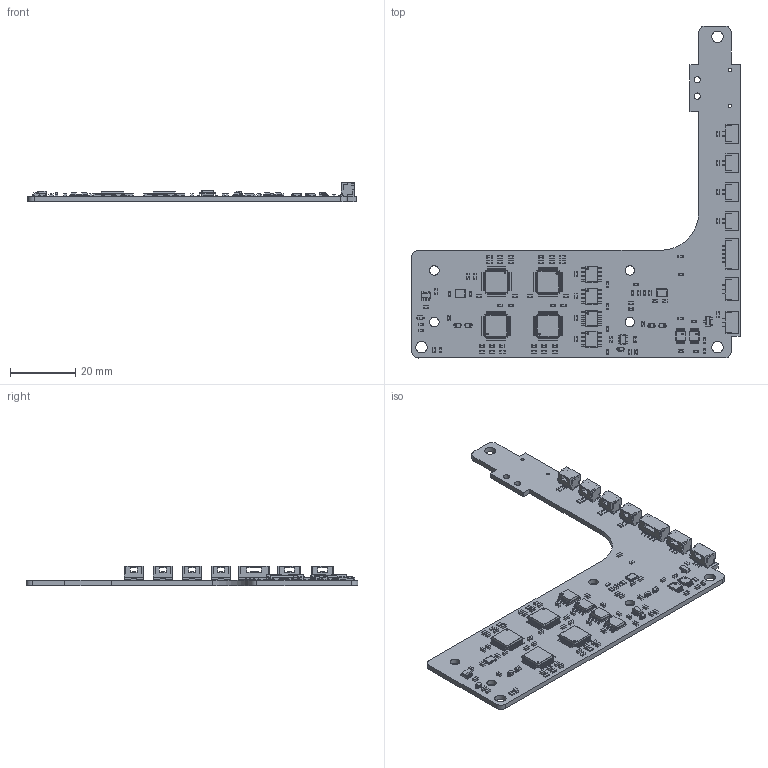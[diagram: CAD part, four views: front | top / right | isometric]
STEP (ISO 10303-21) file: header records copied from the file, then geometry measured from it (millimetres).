
FILE_DESCRIPTION(('FreeCAD Model'),'2;1');
FILE_NAME('Open CASCADE Shape Model','2022-10-26T11:25:15',(''),(''), 'Open CASCADE STEP processor 7.6','FreeCAD','Unknown');
FILE_SCHEMA(('AUTOMOTIVE_DESIGN { 1 0 10303 214 1 1 1 1 }'));
Length unit declared in the file: millimetre
Products named in the file (18): MainBoard; Board_Geoms_ba79; Pcb_ba79; Step_Models_ba79; Top_ba79; D12_D_SOD_323_e10d9499d43d; C18_C_0603_1608Metric_319ead3b5657; R9_R_0603_1608Metric_5b0db27e33ff; U15_LQFP_48_7x7mm_P05mm_d1d5923c3824; Y1_Crystal_SMD_3225-4Pin_3.2x2.5mm_fb7ffdf7d6ed; D9_LED_0603_1608Metric_6af911cdf886; U16_SOIC_8_39x49mm_P127mm_eb11c5259a67; J8_JST_SM03B_GHS_TB_0678a5b4aa18; J5_JST_SM02B_GHS_TB_c5c205ce0acf; Q1_SOT_23_91169561ed6f; U1_SOT_23_5_adf8f2b86a75; J9_JST_SM05B_GHS_TB_3df4ae5b5cbf; U3_MSOP_10_3x3mm_P05mm_799da94c8363
Assembly tree (110 placements, depth 4):
  MainBoard
    Board_Geoms_ba79
      Pcb_ba79
    Step_Models_ba79
      Top_ba79
        D12_D_SOD_323_e10d9499d43d  x6
        C18_C_0603_1608Metric_319ead3b5657  x54
        R9_R_0603_1608Metric_5b0db27e33ff  x22
        U15_LQFP_48_7x7mm_P05mm_d1d5923c3824  x4
        Y1_Crystal_SMD_3225-4Pin_3.2x2.5mm_fb7ffdf7d6ed  x2
        D9_LED_0603_1608Metric_6af911cdf886  x2
        U16_SOIC_8_39x49mm_P127mm_eb11c5259a67  x4
        J8_JST_SM03B_GHS_TB_0678a5b4aa18  x2
        J5_JST_SM02B_GHS_TB_c5c205ce0acf  x4
        Q1_SOT_23_91169561ed6f
        U1_SOT_23_5_adf8f2b86a75  x2
        J9_JST_SM05B_GHS_TB_3df4ae5b5cbf
        U3_MSOP_10_3x3mm_P05mm_799da94c8363  x2
Bounding box: 100.64 x 101.71 x 5.84 mm (x, y, z)
Volume: 7647 mm3; surface area: 12464.9 mm2
Topology: 107 solids, 107 shells, 8163 faces, 21580 edges, 13808 vertices
Faces by surface type: plane 5439, cylinder 1967, bspline 757
Full cylindrical faces by diameter (mm): 0.5 x6, 0.6 x4, 1 x2, 1.9 x2, 2.9 x4, 3.5 x3
Entity records: 81390 total; most frequent: CARTESIAN_POINT 15048, ORIENTED_EDGE 11070, DIRECTION 9953, EDGE_CURVE 5535, LINE 4591, VECTOR 4591, VERTEX_POINT 3524, AXIS2_PLACEMENT_3D 2681
